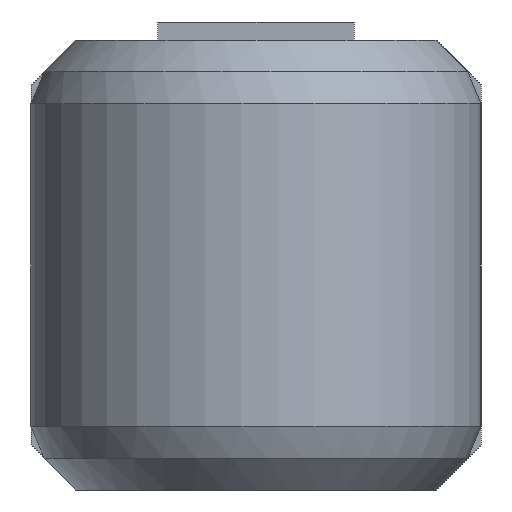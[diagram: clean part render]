
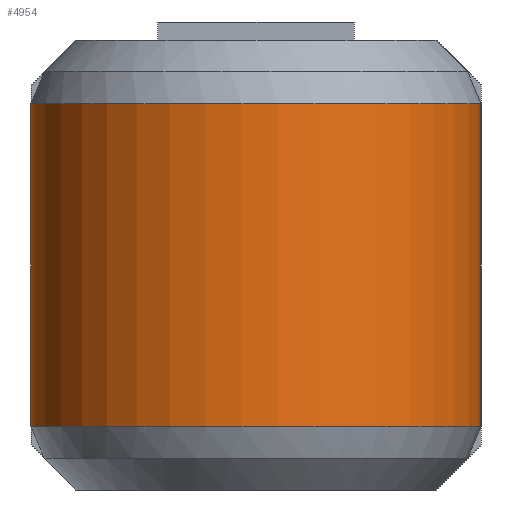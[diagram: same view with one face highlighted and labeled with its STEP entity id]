
A CAD part, left-side view. The second image highlights one B-rep face of the part: STEP entity #4954.
In plain terms, the highlighted cylindrical face has radius 5 mm (diameter 10 mm), a partial arc.
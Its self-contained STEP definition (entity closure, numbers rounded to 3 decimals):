
#618 = PLANE('',#619);
#619 = AXIS2_PLACEMENT_3D('',#620,#621,#622);
#620 = CARTESIAN_POINT('',(0.,5.,0.));
#621 = DIRECTION('',(0.,1.,0.));
#622 = DIRECTION('',(1.,0.,0.));
#1160 = B_SPLINE_SURFACE_WITH_KNOTS('',1,8,(
    (#1161,#1162,#1163,#1164,#1165,#1166,#1167,#1168,#1169)
    ,(#1170,#1171,#1172,#1173,#1174,#1175,#1176,#1177,#1178
  )),.UNSPECIFIED.,.F.,.F.,.F.,(2,2),(9,9),(0.,15.708),(40.,
    55.708),.PIECEWISE_BEZIER_KNOTS.);
#1161 = CARTESIAN_POINT('',(0.,-5.,1.414));
#1162 = CARTESIAN_POINT('',(-1.963,-5.,1.414));
#1163 = CARTESIAN_POINT('',(-3.928,-4.119,
    1.414));
#1164 = CARTESIAN_POINT('',(-5.428,-2.357,
    1.414));
#1165 = CARTESIAN_POINT('',(-6.009,0.,
    1.414));
#1166 = CARTESIAN_POINT('',(-5.428,2.357,
    1.414));
#1167 = CARTESIAN_POINT('',(-3.928,4.119,
    1.414));
#1168 = CARTESIAN_POINT('',(-1.963,5.,1.414));
#1169 = CARTESIAN_POINT('',(0.,5.,1.414));
#1170 = CARTESIAN_POINT('',(0.,-4.707,
    0.707));
#1171 = CARTESIAN_POINT('',(-1.848,-4.707,
    0.707));
#1172 = CARTESIAN_POINT('',(-3.698,-3.878,
    0.707));
#1173 = CARTESIAN_POINT('',(-5.11,-2.219,
    0.707));
#1174 = CARTESIAN_POINT('',(-5.657,0.,
    0.707));
#1175 = CARTESIAN_POINT('',(-5.11,2.219,
    0.707));
#1176 = CARTESIAN_POINT('',(-3.698,3.878,
    0.707));
#1177 = CARTESIAN_POINT('',(-1.848,4.707,
    0.707));
#1178 = CARTESIAN_POINT('',(0.,4.707,
    0.707));
#1920 = VERTEX_POINT('',#1921);
#1921 = CARTESIAN_POINT('',(0.,5.,1.414));
#1965 = EDGE_CURVE('',#1920,#1966,#1968,.T.);
#1966 = VERTEX_POINT('',#1967);
#1967 = CARTESIAN_POINT('',(0.,5.,8.586));
#1968 = SURFACE_CURVE('',#1969,(#1973,#1980),.PCURVE_S1.);
#1969 = LINE('',#1970,#1971);
#1970 = CARTESIAN_POINT('',(0.,5.,0.));
#1971 = VECTOR('',#1972,1.);
#1972 = DIRECTION('',(0.,0.,1.));
#1973 = PCURVE('',#618,#1974);
#1974 = DEFINITIONAL_REPRESENTATION('',(#1975),#1979);
#1975 = LINE('',#1976,#1977);
#1976 = CARTESIAN_POINT('',(0.,0.));
#1977 = VECTOR('',#1978,1.);
#1978 = DIRECTION('',(0.,-1.));
#1979 = ( GEOMETRIC_REPRESENTATION_CONTEXT(2) 
PARAMETRIC_REPRESENTATION_CONTEXT() REPRESENTATION_CONTEXT('2D SPACE',''
  ) );
#1980 = PCURVE('',#1981,#1986);
#1981 = CYLINDRICAL_SURFACE('',#1982,5.);
#1982 = AXIS2_PLACEMENT_3D('',#1983,#1984,#1985);
#1983 = CARTESIAN_POINT('',(0.,0.,0.));
#1984 = DIRECTION('',(-0.,-0.,-1.));
#1985 = DIRECTION('',(1.,0.,0.));
#1986 = DEFINITIONAL_REPRESENTATION('',(#1987),#1991);
#1987 = LINE('',#1988,#1989);
#1988 = CARTESIAN_POINT('',(-1.571,0.));
#1989 = VECTOR('',#1990,1.);
#1990 = DIRECTION('',(-0.,-1.));
#1991 = ( GEOMETRIC_REPRESENTATION_CONTEXT(2) 
PARAMETRIC_REPRESENTATION_CONTEXT() REPRESENTATION_CONTEXT('2D SPACE',''
  ) );
#2033 = B_SPLINE_SURFACE_WITH_KNOTS('',1,8,(
    (#2034,#2035,#2036,#2037,#2038,#2039,#2040,#2041,#2042)
    ,(#2043,#2044,#2045,#2046,#2047,#2048,#2049,#2050,#2051
  )),.UNSPECIFIED.,.F.,.F.,.F.,(2,2),(9,9),(0.,15.708),(40.,
    55.708),.PIECEWISE_BEZIER_KNOTS.);
#2034 = CARTESIAN_POINT('',(0.,-5.,8.586));
#2035 = CARTESIAN_POINT('',(-1.963,-5.,8.586));
#2036 = CARTESIAN_POINT('',(-3.928,-4.119,
    8.586));
#2037 = CARTESIAN_POINT('',(-5.428,-2.357,
    8.586));
#2038 = CARTESIAN_POINT('',(-6.009,0.,
    8.586));
#2039 = CARTESIAN_POINT('',(-5.428,2.357,
    8.586));
#2040 = CARTESIAN_POINT('',(-3.928,4.119,
    8.586));
#2041 = CARTESIAN_POINT('',(-1.963,5.,8.586));
#2042 = CARTESIAN_POINT('',(0.,5.,8.586));
#2043 = CARTESIAN_POINT('',(0.,-4.707,
    9.293));
#2044 = CARTESIAN_POINT('',(-1.848,-4.707,
    9.293));
#2045 = CARTESIAN_POINT('',(-3.698,-3.878,
    9.293));
#2046 = CARTESIAN_POINT('',(-5.11,-2.219,
    9.293));
#2047 = CARTESIAN_POINT('',(-5.657,0.,
    9.293));
#2048 = CARTESIAN_POINT('',(-5.11,2.219,
    9.293));
#2049 = CARTESIAN_POINT('',(-3.698,3.878,
    9.293));
#2050 = CARTESIAN_POINT('',(-1.848,4.707,
    9.293));
#2051 = CARTESIAN_POINT('',(0.,4.707,
    9.293));
#4326 = VERTEX_POINT('',#4327);
#4327 = CARTESIAN_POINT('',(0.,-5.,1.414));
#4348 = EDGE_CURVE('',#4326,#1920,#4349,.T.);
#4349 = SURFACE_CURVE('',#4350,(#4360,#4367),.PCURVE_S1.);
#4350 = B_SPLINE_CURVE_WITH_KNOTS('',8,(#4351,#4352,#4353,#4354,#4355,
    #4356,#4357,#4358,#4359),.UNSPECIFIED.,.F.,.F.,(9,9),(40.,
    55.708),.PIECEWISE_BEZIER_KNOTS.);
#4351 = CARTESIAN_POINT('',(0.,-5.,1.414));
#4352 = CARTESIAN_POINT('',(-1.963,-5.,1.414));
#4353 = CARTESIAN_POINT('',(-3.928,-4.119,
    1.414));
#4354 = CARTESIAN_POINT('',(-5.428,-2.357,
    1.414));
#4355 = CARTESIAN_POINT('',(-6.009,0.,
    1.414));
#4356 = CARTESIAN_POINT('',(-5.428,2.357,
    1.414));
#4357 = CARTESIAN_POINT('',(-3.928,4.119,
    1.414));
#4358 = CARTESIAN_POINT('',(-1.963,5.,1.414));
#4359 = CARTESIAN_POINT('',(0.,5.,1.414));
#4360 = PCURVE('',#1160,#4361);
#4361 = DEFINITIONAL_REPRESENTATION('',(#4362),#4366);
#4362 = LINE('',#4363,#4364);
#4363 = CARTESIAN_POINT('',(0.,0.));
#4364 = VECTOR('',#4365,1.);
#4365 = DIRECTION('',(0.,1.));
#4366 = ( GEOMETRIC_REPRESENTATION_CONTEXT(2) 
PARAMETRIC_REPRESENTATION_CONTEXT() REPRESENTATION_CONTEXT('2D SPACE',''
  ) );
#4367 = PCURVE('',#1981,#4368);
#4368 = DEFINITIONAL_REPRESENTATION('',(#4369),#4378);
#4369 = B_SPLINE_CURVE_WITH_KNOTS('',7,(#4370,#4371,#4372,#4373,#4374,
    #4375,#4376,#4377),.UNSPECIFIED.,.F.,.F.,(8,8),(40.,55.708)
  ,.PIECEWISE_BEZIER_KNOTS.);
#4370 = CARTESIAN_POINT('',(-4.712,-1.414));
#4371 = CARTESIAN_POINT('',(-4.264,-1.414));
#4372 = CARTESIAN_POINT('',(-3.815,-1.414));
#4373 = CARTESIAN_POINT('',(-3.366,-1.414));
#4374 = CARTESIAN_POINT('',(-2.917,-1.414));
#4375 = CARTESIAN_POINT('',(-2.469,-1.414));
#4376 = CARTESIAN_POINT('',(-2.019,-1.414));
#4377 = CARTESIAN_POINT('',(-1.571,-1.414));
#4378 = ( GEOMETRIC_REPRESENTATION_CONTEXT(2) 
PARAMETRIC_REPRESENTATION_CONTEXT() REPRESENTATION_CONTEXT('2D SPACE',''
  ) );
#4491 = PLANE('',#4492);
#4492 = AXIS2_PLACEMENT_3D('',#4493,#4494,#4495);
#4493 = CARTESIAN_POINT('',(0.,-5.,0.));
#4494 = DIRECTION('',(0.,1.,0.));
#4495 = DIRECTION('',(1.,0.,0.));
#4954 = ADVANCED_FACE('',(#4955),#1981,.T.);
#4955 = FACE_BOUND('',#4956,.F.);
#4956 = EDGE_LOOP('',(#4957,#4958,#4992,#5013));
#4957 = ORIENTED_EDGE('',*,*,#1965,.T.);
#4958 = ORIENTED_EDGE('',*,*,#4959,.F.);
#4959 = EDGE_CURVE('',#4960,#1966,#4962,.T.);
#4960 = VERTEX_POINT('',#4961);
#4961 = CARTESIAN_POINT('',(0.,-5.,8.586));
#4962 = SURFACE_CURVE('',#4963,(#4973,#4985),.PCURVE_S1.);
#4963 = B_SPLINE_CURVE_WITH_KNOTS('',8,(#4964,#4965,#4966,#4967,#4968,
    #4969,#4970,#4971,#4972),.UNSPECIFIED.,.F.,.F.,(9,9),(40.,
    55.708),.PIECEWISE_BEZIER_KNOTS.);
#4964 = CARTESIAN_POINT('',(0.,-5.,8.586));
#4965 = CARTESIAN_POINT('',(-1.963,-5.,8.586));
#4966 = CARTESIAN_POINT('',(-3.928,-4.119,
    8.586));
#4967 = CARTESIAN_POINT('',(-5.428,-2.357,
    8.586));
#4968 = CARTESIAN_POINT('',(-6.009,0.,
    8.586));
#4969 = CARTESIAN_POINT('',(-5.428,2.357,
    8.586));
#4970 = CARTESIAN_POINT('',(-3.928,4.119,
    8.586));
#4971 = CARTESIAN_POINT('',(-1.963,5.,8.586));
#4972 = CARTESIAN_POINT('',(0.,5.,8.586));
#4973 = PCURVE('',#1981,#4974);
#4974 = DEFINITIONAL_REPRESENTATION('',(#4975),#4984);
#4975 = B_SPLINE_CURVE_WITH_KNOTS('',7,(#4976,#4977,#4978,#4979,#4980,
    #4981,#4982,#4983),.UNSPECIFIED.,.F.,.F.,(8,8),(40.,55.708)
  ,.PIECEWISE_BEZIER_KNOTS.);
#4976 = CARTESIAN_POINT('',(-4.712,-8.586));
#4977 = CARTESIAN_POINT('',(-4.264,-8.586));
#4978 = CARTESIAN_POINT('',(-3.815,-8.586));
#4979 = CARTESIAN_POINT('',(-3.366,-8.586));
#4980 = CARTESIAN_POINT('',(-2.917,-8.586));
#4981 = CARTESIAN_POINT('',(-2.469,-8.586));
#4982 = CARTESIAN_POINT('',(-2.019,-8.586));
#4983 = CARTESIAN_POINT('',(-1.571,-8.586));
#4984 = ( GEOMETRIC_REPRESENTATION_CONTEXT(2) 
PARAMETRIC_REPRESENTATION_CONTEXT() REPRESENTATION_CONTEXT('2D SPACE',''
  ) );
#4985 = PCURVE('',#2033,#4986);
#4986 = DEFINITIONAL_REPRESENTATION('',(#4987),#4991);
#4987 = LINE('',#4988,#4989);
#4988 = CARTESIAN_POINT('',(0.,0.));
#4989 = VECTOR('',#4990,1.);
#4990 = DIRECTION('',(0.,1.));
#4991 = ( GEOMETRIC_REPRESENTATION_CONTEXT(2) 
PARAMETRIC_REPRESENTATION_CONTEXT() REPRESENTATION_CONTEXT('2D SPACE',''
  ) );
#4992 = ORIENTED_EDGE('',*,*,#4993,.F.);
#4993 = EDGE_CURVE('',#4326,#4960,#4994,.T.);
#4994 = SURFACE_CURVE('',#4995,(#4999,#5006),.PCURVE_S1.);
#4995 = LINE('',#4996,#4997);
#4996 = CARTESIAN_POINT('',(0.,-5.,0.));
#4997 = VECTOR('',#4998,1.);
#4998 = DIRECTION('',(0.,0.,1.));
#4999 = PCURVE('',#1981,#5000);
#5000 = DEFINITIONAL_REPRESENTATION('',(#5001),#5005);
#5001 = LINE('',#5002,#5003);
#5002 = CARTESIAN_POINT('',(-4.712,0.));
#5003 = VECTOR('',#5004,1.);
#5004 = DIRECTION('',(-0.,-1.));
#5005 = ( GEOMETRIC_REPRESENTATION_CONTEXT(2) 
PARAMETRIC_REPRESENTATION_CONTEXT() REPRESENTATION_CONTEXT('2D SPACE',''
  ) );
#5006 = PCURVE('',#4491,#5007);
#5007 = DEFINITIONAL_REPRESENTATION('',(#5008),#5012);
#5008 = LINE('',#5009,#5010);
#5009 = CARTESIAN_POINT('',(0.,0.));
#5010 = VECTOR('',#5011,1.);
#5011 = DIRECTION('',(0.,-1.));
#5012 = ( GEOMETRIC_REPRESENTATION_CONTEXT(2) 
PARAMETRIC_REPRESENTATION_CONTEXT() REPRESENTATION_CONTEXT('2D SPACE',''
  ) );
#5013 = ORIENTED_EDGE('',*,*,#4348,.T.);
